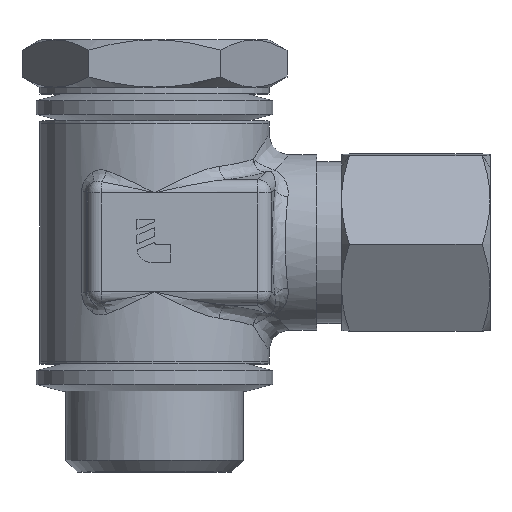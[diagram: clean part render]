
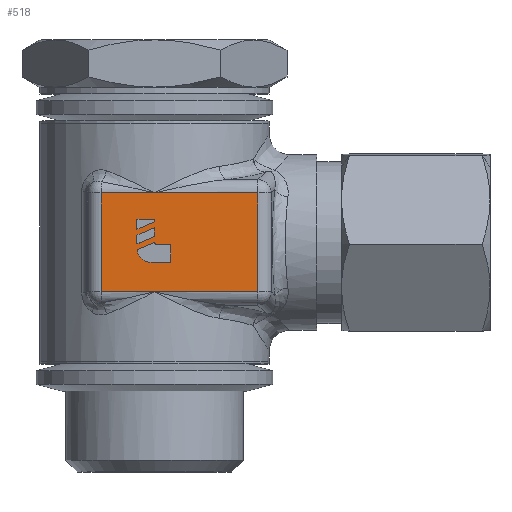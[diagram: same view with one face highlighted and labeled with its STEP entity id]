
A CAD part, top view. The second image highlights one B-rep face of the part: STEP entity #518.
In plain terms, the highlighted planar face has unit normal (0, 0, 1).
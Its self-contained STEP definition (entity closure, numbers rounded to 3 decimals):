
#518=ADVANCED_FACE('',(#1563,#1564,#1565,#1566),#1567,.T.);
#1563=FACE_OUTER_BOUND('',#8546,.T.);
#1564=FACE_BOUND('',#8547,.T.);
#1565=FACE_BOUND('',#8548,.T.);
#1566=FACE_BOUND('',#8549,.T.);
#1567=PLANE('',#8550);
#8546=EDGE_LOOP('',(#14217,#14218,#14219,#14220,#14221,#14222));
#8547=EDGE_LOOP('',(#14223,#14224,#14225,#14226));
#8548=EDGE_LOOP('',(#14227,#14228,#14229,#14230,#14231,#14232));
#8549=EDGE_LOOP('',(#14233,#14234,#14235,#14236));
#8550=AXIS2_PLACEMENT_3D('',#14237,#14238,#14239);
#14217=ORIENTED_EDGE('',*,*,#16117,.T.);
#14218=ORIENTED_EDGE('',*,*,#16118,.T.);
#14219=ORIENTED_EDGE('',*,*,#16119,.T.);
#14220=ORIENTED_EDGE('',*,*,#16087,.F.);
#14221=ORIENTED_EDGE('',*,*,#16120,.T.);
#14222=ORIENTED_EDGE('',*,*,#16121,.T.);
#14223=ORIENTED_EDGE('',*,*,#16084,.F.);
#14224=ORIENTED_EDGE('',*,*,#16083,.F.);
#14225=ORIENTED_EDGE('',*,*,#16081,.F.);
#14226=ORIENTED_EDGE('',*,*,#16079,.F.);
#14227=ORIENTED_EDGE('',*,*,#16076,.F.);
#14228=ORIENTED_EDGE('',*,*,#16075,.F.);
#14229=ORIENTED_EDGE('',*,*,#16073,.F.);
#14230=ORIENTED_EDGE('',*,*,#16071,.T.);
#14231=ORIENTED_EDGE('',*,*,#16069,.F.);
#14232=ORIENTED_EDGE('',*,*,#16067,.F.);
#14233=ORIENTED_EDGE('',*,*,#16064,.F.);
#14234=ORIENTED_EDGE('',*,*,#16063,.F.);
#14235=ORIENTED_EDGE('',*,*,#16061,.F.);
#14236=ORIENTED_EDGE('',*,*,#16059,.F.);
#14237=CARTESIAN_POINT('',(-4.8,-4.5,8.5));
#14238=DIRECTION('',(0.0,0.0,1.0));
#14239=DIRECTION('',(1.0,-0.0,0.0));
#16059=EDGE_CURVE('',#18402,#18400,#18404,.T.);
#16061=EDGE_CURVE('',#18400,#18405,#18407,.T.);
#16063=EDGE_CURVE('',#18405,#18408,#18410,.T.);
#16064=EDGE_CURVE('',#18408,#18402,#18411,.T.);
#16067=EDGE_CURVE('',#18414,#18412,#18416,.T.);
#16069=EDGE_CURVE('',#18412,#18417,#18419,.T.);
#16071=EDGE_CURVE('',#18420,#18417,#18422,.T.);
#16073=EDGE_CURVE('',#18420,#18423,#18425,.T.);
#16075=EDGE_CURVE('',#18423,#18426,#18428,.T.);
#16076=EDGE_CURVE('',#18426,#18414,#18429,.T.);
#16079=EDGE_CURVE('',#18432,#18430,#18434,.T.);
#16081=EDGE_CURVE('',#18430,#18435,#18437,.T.);
#16083=EDGE_CURVE('',#18435,#18438,#18440,.T.);
#16084=EDGE_CURVE('',#18438,#18432,#18441,.T.);
#16087=EDGE_CURVE('',#18444,#18442,#18446,.T.);
#16117=EDGE_CURVE('',#18489,#18494,#18496,.T.);
#16118=EDGE_CURVE('',#18494,#18497,#18498,.T.);
#16119=EDGE_CURVE('',#18497,#18442,#18499,.T.);
#16120=EDGE_CURVE('',#18444,#18500,#18501,.T.);
#16121=EDGE_CURVE('',#18500,#18489,#18502,.T.);
#18400=VERTEX_POINT('',#27856);
#18402=VERTEX_POINT('',#27859);
#18404=LINE('',#27862,#27863);
#18405=VERTEX_POINT('',#27864);
#18407=LINE('',#27867,#27868);
#18408=VERTEX_POINT('',#27869);
#18410=LINE('',#27872,#27873);
#18411=LINE('',#27874,#27875);
#18412=VERTEX_POINT('',#27876);
#18414=VERTEX_POINT('',#27879);
#18416=LINE('',#27882,#27883);
#18417=VERTEX_POINT('',#27884);
#18419=LINE('',#27887,#27888);
#18420=VERTEX_POINT('',#27889);
#18422=CIRCLE('',#27892,0.2);
#18423=VERTEX_POINT('',#27893);
#18425=LINE('',#27896,#27897);
#18426=VERTEX_POINT('',#27898);
#18428=CIRCLE('',#27901,1.05);
#18429=LINE('',#27902,#27903);
#18430=VERTEX_POINT('',#27904);
#18432=VERTEX_POINT('',#27907);
#18434=LINE('',#27910,#27911);
#18435=VERTEX_POINT('',#27912);
#18437=LINE('',#27915,#27916);
#18438=VERTEX_POINT('',#27917);
#18440=LINE('',#27920,#27921);
#18441=LINE('',#27922,#27923);
#18442=VERTEX_POINT('',#27924);
#18444=VERTEX_POINT('',#27926);
#18446=LINE('',#27928,#27929);
#18489=VERTEX_POINT('',#28069);
#18494=VERTEX_POINT('',#28075);
#18496=LINE('',#28077,#28078);
#18497=VERTEX_POINT('',#28079);
#18498=LINE('',#28080,#28081);
#18499=LINE('',#28082,#28083);
#18500=VERTEX_POINT('',#28084);
#18501=LINE('',#28085,#28086);
#18502=LINE('',#28087,#28088);
#27856=CARTESIAN_POINT('',(-1.301,0.972,8.5));
#27859=CARTESIAN_POINT('',(-1.301,1.722,8.5));
#27862=CARTESIAN_POINT('',(-1.301,1.722,8.5));
#27863=VECTOR('',#30213,0.75);
#27864=CARTESIAN_POINT('',(-0.001,1.522,8.5));
#27867=CARTESIAN_POINT('',(-1.301,0.972,8.5));
#27868=VECTOR('',#30215,1.412);
#27869=CARTESIAN_POINT('',(-0.001,1.722,8.5));
#27872=CARTESIAN_POINT('',(-0.001,1.522,8.5));
#27873=VECTOR('',#30217,0.2);
#27874=CARTESIAN_POINT('',(-0.001,1.722,8.5));
#27875=VECTOR('',#30218,1.3);
#27876=CARTESIAN_POINT('',(1.199,-0.178,8.5));
#27879=CARTESIAN_POINT('',(1.199,-1.478,8.5));
#27882=CARTESIAN_POINT('',(1.199,-1.478,8.5));
#27883=VECTOR('',#30221,1.3);
#27884=CARTESIAN_POINT('',(0.199,-0.178,8.5));
#27887=CARTESIAN_POINT('',(1.199,-0.178,8.5));
#27888=VECTOR('',#30223,1.0);
#27889=CARTESIAN_POINT('',(0.0,0.002,8.5));
#27892=AXIS2_PLACEMENT_3D('',#30225,#30226,#30227);
#27893=CARTESIAN_POINT('',(-1.294,-0.546,8.5));
#27896=CARTESIAN_POINT('',(0.0,0.002,8.5));
#27897=VECTOR('',#30229,1.405);
#27898=CARTESIAN_POINT('',(-0.251,-1.478,8.5));
#27901=AXIS2_PLACEMENT_3D('',#30231,#30232,#30233);
#27902=CARTESIAN_POINT('',(-0.251,-1.478,8.5));
#27903=VECTOR('',#30234,1.45);
#27904=CARTESIAN_POINT('',(-1.301,-0.114,8.5));
#27907=CARTESIAN_POINT('',(-1.301,0.537,8.5));
#27910=CARTESIAN_POINT('',(-1.301,0.537,8.5));
#27911=VECTOR('',#30237,0.651);
#27912=CARTESIAN_POINT('',(-0.001,0.436,8.5));
#27915=CARTESIAN_POINT('',(-1.301,-0.114,8.5));
#27916=VECTOR('',#30239,1.412);
#27917=CARTESIAN_POINT('',(-0.001,1.087,8.5));
#27920=CARTESIAN_POINT('',(-0.001,0.436,8.5));
#27921=VECTOR('',#30241,0.651);
#27922=CARTESIAN_POINT('',(-0.001,1.087,8.5));
#27923=VECTOR('',#30242,1.412);
#27924=CARTESIAN_POINT('',(7.661,-3.661,8.5));
#27926=CARTESIAN_POINT('',(7.661,3.661,8.5));
#27928=CARTESIAN_POINT('',(7.661,3.661,8.5));
#27929=VECTOR('',#30249,7.322);
#28069=CARTESIAN_POINT('',(-3.961,3.661,8.5));
#28075=CARTESIAN_POINT('',(-3.961,-3.661,8.5));
#28077=CARTESIAN_POINT('',(-3.961,3.661,8.5));
#28078=VECTOR('',#30296,7.322);
#28079=CARTESIAN_POINT('',(0.,-3.661,8.5));
#28080=CARTESIAN_POINT('',(-3.961,-3.661,8.5));
#28081=VECTOR('',#30297,3.961);
#28082=CARTESIAN_POINT('',(0.,-3.661,8.5));
#28083=VECTOR('',#30298,7.661);
#28084=CARTESIAN_POINT('',(0.,3.661,8.5));
#28085=CARTESIAN_POINT('',(7.661,3.661,8.5));
#28086=VECTOR('',#30299,7.661);
#28087=CARTESIAN_POINT('',(0.,3.661,8.5));
#28088=VECTOR('',#30300,3.961);
#30213=DIRECTION('',(0.0,-1.0,0.0));
#30215=DIRECTION('',(0.921,0.39,0.0));
#30217=DIRECTION('',(0.0,1.0,0.0));
#30218=DIRECTION('',(-1.0,0.0,0.0));
#30221=DIRECTION('',(0.0,1.0,0.0));
#30223=DIRECTION('',(-1.0,0.0,0.0));
#30225=CARTESIAN_POINT('',(0.199,0.022,8.5));
#30226=DIRECTION('',(0.0,0.0,1.0));
#30227=DIRECTION('',(-0.995,-0.099,0.0));
#30229=DIRECTION('',(-0.921,-0.39,0.0));
#30231=CARTESIAN_POINT('',(-0.251,-0.428,8.5));
#30232=DIRECTION('',(0.0,0.0,1.0));
#30233=DIRECTION('',(-0.994,-0.112,0.0));
#30234=DIRECTION('',(1.0,0.0,0.0));
#30237=DIRECTION('',(0.0,-1.0,0.0));
#30239=DIRECTION('',(0.921,0.39,0.0));
#30241=DIRECTION('',(0.0,1.0,0.0));
#30242=DIRECTION('',(-0.921,-0.39,0.0));
#30249=DIRECTION('',(0.0,-1.0,0.0));
#30296=DIRECTION('',(0.0,-1.0,0.0));
#30297=DIRECTION('',(1.0,0.,0.));
#30298=DIRECTION('',(1.0,0.,0.));
#30299=DIRECTION('',(-1.0,0.,0.));
#30300=DIRECTION('',(-1.0,0.,0.));
